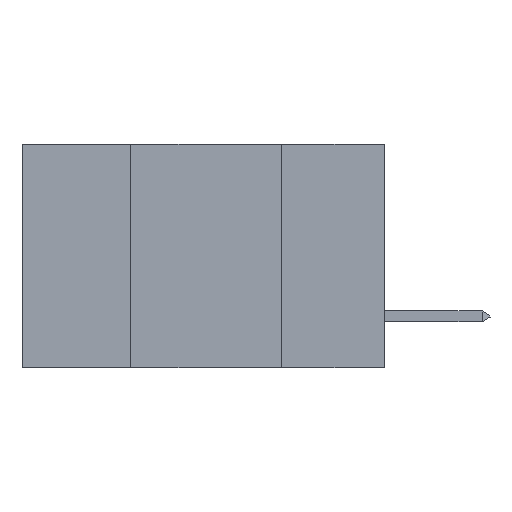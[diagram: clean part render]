
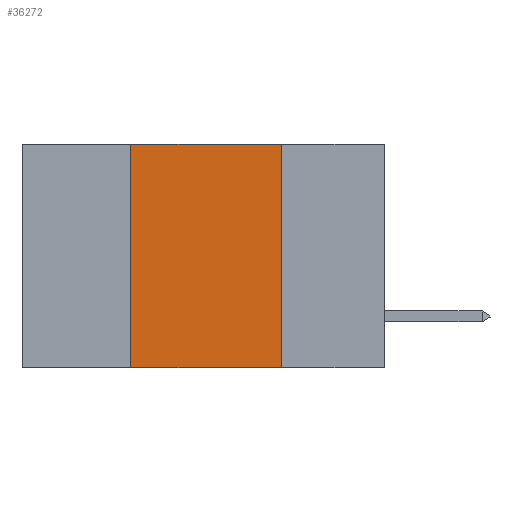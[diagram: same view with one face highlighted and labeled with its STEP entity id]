
A CAD part, left-side view. The second image highlights one B-rep face of the part: STEP entity #36272.
In plain terms, the highlighted planar face has unit normal (-1, 0, 0).
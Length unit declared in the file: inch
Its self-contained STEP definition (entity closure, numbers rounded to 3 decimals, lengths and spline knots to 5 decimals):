
#2150 = PLANE ( 'NONE',  #11442 ) ;
#2672 = EDGE_CURVE ( 'NONE', #38018, #12149, #9603, .T. ) ;
#5425 = VECTOR ( 'NONE', #45130, 39.37008 ) ;
#7639 = DIRECTION ( 'NONE',  ( 0., 0., 1. ) ) ;
#8306 = EDGE_CURVE ( 'NONE', #43376, #12149, #22573, .T. ) ;
#9603 = LINE ( 'NONE', #46412, #45249 ) ;
#10451 = ORIENTED_EDGE ( 'NONE', *, *, #8306, .T. ) ;
#11442 = AXIS2_PLACEMENT_3D ( 'NONE', #21244, #25576, #21418 ) ;
#11923 = CARTESIAN_POINT ( 'NONE',  ( 0., 0.42, 0. ) ) ;
#12149 = VERTEX_POINT ( 'NONE', #38707 ) ;
#12758 = CARTESIAN_POINT ( 'NONE',  ( 0., 0.6, -0.37 ) ) ;
#14991 = EDGE_CURVE ( 'NONE', #43376, #16809, #20027, .T. ) ;
#15428 = VECTOR ( 'NONE', #46948, 39.37008 ) ;
#16523 = DIRECTION ( 'NONE',  ( 0., 0., -1. ) ) ;
#16809 = VERTEX_POINT ( 'NONE', #33179 ) ;
#17456 = ORIENTED_EDGE ( 'NONE', *, *, #2672, .F. ) ;
#18137 = ORIENTED_EDGE ( 'NONE', *, *, #48219, .F. ) ;
#18280 = CARTESIAN_POINT ( 'NONE',  ( 0., 0.17, 0. ) ) ;
#20027 = LINE ( 'NONE', #11923, #21243 ) ;
#21243 = VECTOR ( 'NONE', #7639, 39.37008 ) ;
#21244 = CARTESIAN_POINT ( 'NONE',  ( 0., 0.6, 0. ) ) ;
#21418 = DIRECTION ( 'NONE',  ( 0., 0., -1. ) ) ;
#22573 = LINE ( 'NONE', #12758, #15428 ) ;
#25576 = DIRECTION ( 'NONE',  ( 1., 0., 0. ) ) ;
#29112 = CARTESIAN_POINT ( 'NONE',  ( 0., 0.42, -0.37 ) ) ;
#33179 = CARTESIAN_POINT ( 'NONE',  ( 0., 0.42, 0. ) ) ;
#34023 = CARTESIAN_POINT ( 'NONE',  ( 0., 0.6, 0. ) ) ;
#35418 = EDGE_LOOP ( 'NONE', ( #17456, #18137, #38347, #10451 ) ) ;
#36272 = ADVANCED_FACE ( 'NONE', ( #45354 ), #2150, .F. ) ;
#38018 = VERTEX_POINT ( 'NONE', #18280 ) ;
#38347 = ORIENTED_EDGE ( 'NONE', *, *, #14991, .F. ) ;
#38707 = CARTESIAN_POINT ( 'NONE',  ( 0., 0.17, -0.37 ) ) ;
#43376 = VERTEX_POINT ( 'NONE', #29112 ) ;
#45130 = DIRECTION ( 'NONE',  ( 0., -1., 0. ) ) ;
#45249 = VECTOR ( 'NONE', #16523, 39.37008 ) ;
#45354 = FACE_OUTER_BOUND ( 'NONE', #35418, .T. ) ;
#46412 = CARTESIAN_POINT ( 'NONE',  ( 0., 0.17, 0. ) ) ;
#46948 = DIRECTION ( 'NONE',  ( 0., -1., 0. ) ) ;
#46996 = LINE ( 'NONE', #34023, #5425 ) ;
#48219 = EDGE_CURVE ( 'NONE', #16809, #38018, #46996, .T. ) ;
